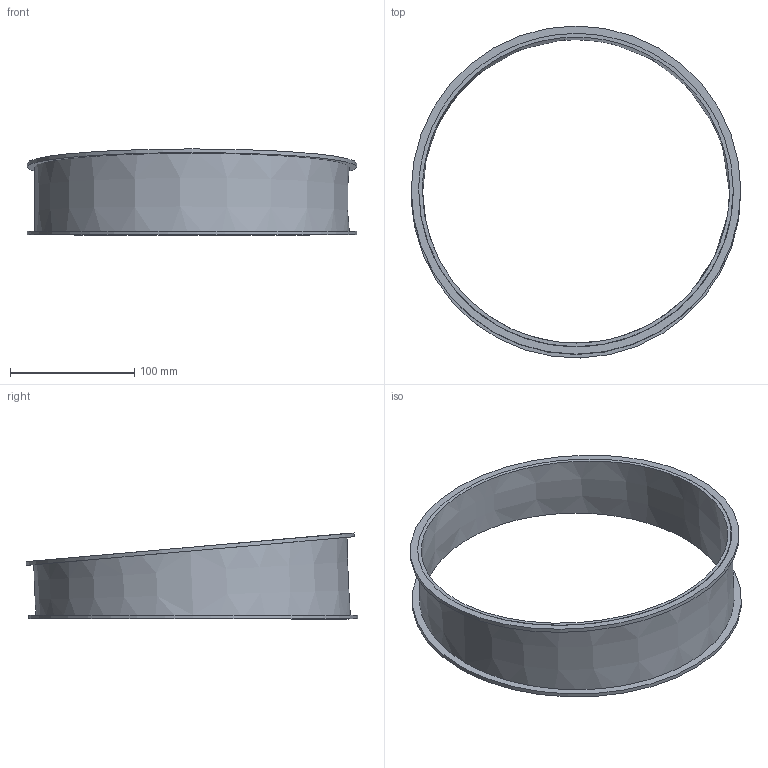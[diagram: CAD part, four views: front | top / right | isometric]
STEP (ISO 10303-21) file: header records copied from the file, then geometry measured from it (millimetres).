
FILE_DESCRIPTION((''),'2;1');
FILE_NAME('4010015015694-Ø250x3 5°.stp','2011-08-22T11:33:08',('mbarth'),(''),'Autodesk Inventor 2011','Autodesk Inventor 2011','');
FILE_SCHEMA(('AUTOMOTIVE_DESIGN { 1 0 10303 214 1 1 1 1 }'));
Length unit declared in the file: millimetre
Products named in the file (1): 4010015015694-Ø250x3 5°
Bounding box: 265 x 266.95 x 69.27 mm (x, y, z)
Volume: 164947.1 mm3; surface area: 119673.8 mm2
Topology: 1 solids, 1 shells, 13 faces, 30 edges, 17 vertices
Faces by surface type: bspline 7, plane 4, cylinder 2
Full cylindrical faces by diameter (mm): 265 x1
Entity records: 1951 total; most frequent: CARTESIAN_POINT 1668, ORIENTED_EDGE 58, DIRECTION 31, EDGE_CURVE 29, EDGE_LOOP 18, VERTEX_POINT 17, B_SPLINE_CURVE_WITH_KNOTS 16, FACE_OUTER_BOUND 13
